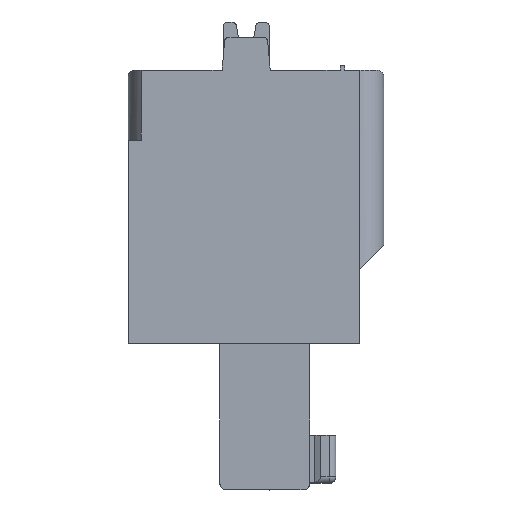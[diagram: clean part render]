
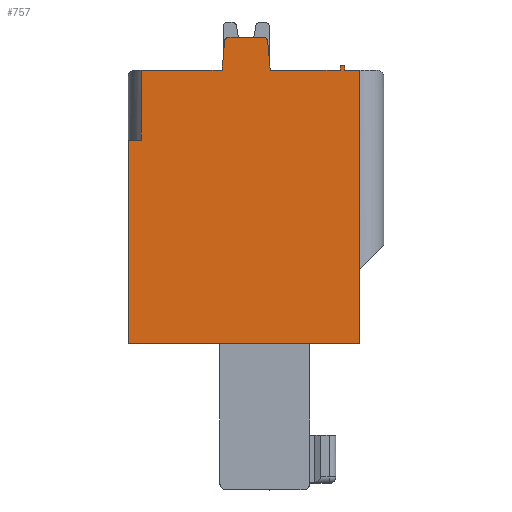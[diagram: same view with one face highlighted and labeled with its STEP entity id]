
A CAD part, left-side view. The second image highlights one B-rep face of the part: STEP entity #757.
In plain terms, the highlighted planar face has unit normal (-1, 0, 0).
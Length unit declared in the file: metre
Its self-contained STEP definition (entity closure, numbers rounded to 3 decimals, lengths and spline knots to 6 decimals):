
#757=ADVANCED_FACE('',(#2067),#2068,.F.);
#2067=FACE_OUTER_BOUND('',#4002,.T.);
#2068=PLANE('',#4003);
#4002=EDGE_LOOP('',(#6290,#6291,#6292,#6293,#6294,#6295,#6296,#6297,#6298,#6299,#6300,#6301,#6302,#6303,#6304,#6305));
#4003=AXIS2_PLACEMENT_3D('',#6306,#6307,#6308);
#6290=ORIENTED_EDGE('',*,*,#11799,.F.);
#6291=ORIENTED_EDGE('',*,*,#11800,.F.);
#6292=ORIENTED_EDGE('',*,*,#11801,.F.);
#6293=ORIENTED_EDGE('',*,*,#11492,.F.);
#6294=ORIENTED_EDGE('',*,*,#11802,.F.);
#6295=ORIENTED_EDGE('',*,*,#11803,.F.);
#6296=ORIENTED_EDGE('',*,*,#11804,.F.);
#6297=ORIENTED_EDGE('',*,*,#11805,.T.);
#6298=ORIENTED_EDGE('',*,*,#11806,.F.);
#6299=ORIENTED_EDGE('',*,*,#11807,.T.);
#6300=ORIENTED_EDGE('',*,*,#11808,.F.);
#6301=ORIENTED_EDGE('',*,*,#11809,.F.);
#6302=ORIENTED_EDGE('',*,*,#11810,.F.);
#6303=ORIENTED_EDGE('',*,*,#11811,.F.);
#6304=ORIENTED_EDGE('',*,*,#11812,.F.);
#6305=ORIENTED_EDGE('',*,*,#11813,.F.);
#6306=CARTESIAN_POINT('',(0.31567,0.034769,-0.078355));
#6307=DIRECTION('',(1.0,0.0,0.0));
#6308=DIRECTION('',(0.0,1.0,0.0));
#11492=EDGE_CURVE('',#13725,#13720,#13727,.T.);
#11799=EDGE_CURVE('',#14274,#14275,#14276,.T.);
#11800=EDGE_CURVE('',#14277,#14274,#14278,.T.);
#11801=EDGE_CURVE('',#13720,#14277,#14279,.T.);
#11802=EDGE_CURVE('',#14280,#13725,#14281,.T.);
#11803=EDGE_CURVE('',#14282,#14280,#14283,.T.);
#11804=EDGE_CURVE('',#14284,#14282,#14285,.T.);
#11805=EDGE_CURVE('',#14284,#14286,#14287,.T.);
#11806=EDGE_CURVE('',#14288,#14286,#14289,.T.);
#11807=EDGE_CURVE('',#14288,#14290,#14291,.T.);
#11808=EDGE_CURVE('',#14292,#14290,#14293,.T.);
#11809=EDGE_CURVE('',#14294,#14292,#14295,.T.);
#11810=EDGE_CURVE('',#14296,#14294,#14297,.T.);
#11811=EDGE_CURVE('',#14298,#14296,#14299,.T.);
#11812=EDGE_CURVE('',#14300,#14298,#14301,.T.);
#11813=EDGE_CURVE('',#14275,#14300,#14302,.T.);
#13720=VERTEX_POINT('',#17015);
#13725=VERTEX_POINT('',#17022);
#13727=LINE('',#17025,#17026);
#14274=VERTEX_POINT('',#17864);
#14275=VERTEX_POINT('',#17865);
#14276=LINE('',#17866,#17867);
#14277=VERTEX_POINT('',#17868);
#14278=LINE('',#17869,#17870);
#14279=LINE('',#17871,#17872);
#14280=VERTEX_POINT('',#17873);
#14281=LINE('',#17874,#17875);
#14282=VERTEX_POINT('',#17876);
#14283=LINE('',#17877,#17878);
#14284=VERTEX_POINT('',#17879);
#14285=LINE('',#17880,#17881);
#14286=VERTEX_POINT('',#17882);
#14287=CIRCLE('',#17883,0.0002);
#14288=VERTEX_POINT('',#17884);
#14289=LINE('',#17885,#17886);
#14290=VERTEX_POINT('',#17887);
#14291=CIRCLE('',#17888,0.0002);
#14292=VERTEX_POINT('',#17889);
#14293=LINE('',#17890,#17891);
#14294=VERTEX_POINT('',#17892);
#14295=LINE('',#17893,#17894);
#14296=VERTEX_POINT('',#17895);
#14297=LINE('',#17896,#17897);
#14298=VERTEX_POINT('',#17898);
#14299=LINE('',#17899,#17900);
#14300=VERTEX_POINT('',#17901);
#14301=LINE('',#17902,#17903);
#14302=LINE('',#17904,#17905);
#17015=CARTESIAN_POINT('',(0.31567,0.029483,-0.079455));
#17022=CARTESIAN_POINT('',(0.31567,0.029683,-0.079455));
#17025=CARTESIAN_POINT('',(0.31567,0.029483,-0.079455));
#17026=VECTOR('',#22181,1.0);
#17864=CARTESIAN_POINT('',(0.31567,0.028783,-0.079655));
#17865=CARTESIAN_POINT('',(0.31567,0.028783,-0.092155));
#17866=CARTESIAN_POINT('',(0.31567,0.028783,-0.092155));
#17867=VECTOR('',#22518,1.0);
#17868=CARTESIAN_POINT('',(0.31567,0.029483,-0.079655));
#17869=CARTESIAN_POINT('',(0.31567,0.035083,-0.079655));
#17870=VECTOR('',#22519,1.0);
#17871=CARTESIAN_POINT('',(0.31567,0.029483,-0.079655));
#17872=VECTOR('',#22520,1.0);
#17873=CARTESIAN_POINT('',(0.31567,0.029683,-0.079655));
#17874=CARTESIAN_POINT('',(0.31567,0.029683,-0.079455));
#17875=VECTOR('',#22521,1.0);
#17876=CARTESIAN_POINT('',(0.31567,0.032883,-0.079655));
#17877=CARTESIAN_POINT('',(0.31567,0.035083,-0.079655));
#17878=VECTOR('',#22522,1.0);
#17879=CARTESIAN_POINT('',(0.31567,0.032999,-0.078338));
#17880=CARTESIAN_POINT('',(0.31567,0.033102,-0.077155));
#17881=VECTOR('',#22523,1.0);
#17882=CARTESIAN_POINT('',(0.31567,0.033198,-0.078155));
#17883=AXIS2_PLACEMENT_3D('',#22524,#22525,#22526);
#17884=CARTESIAN_POINT('',(0.31567,0.034769,-0.078155));
#17885=CARTESIAN_POINT('',(0.31567,0.035083,-0.078155));
#17886=VECTOR('',#22527,1.0);
#17887=CARTESIAN_POINT('',(0.31567,0.034968,-0.078338));
#17888=AXIS2_PLACEMENT_3D('',#22528,#22529,#22530);
#17889=CARTESIAN_POINT('',(0.31567,0.035083,-0.079655));
#17890=CARTESIAN_POINT('',(0.31567,0.035083,-0.079655));
#17891=VECTOR('',#22531,1.0);
#17892=CARTESIAN_POINT('',(0.31567,0.038783,-0.079655));
#17893=CARTESIAN_POINT('',(0.31567,0.035083,-0.079655));
#17894=VECTOR('',#22532,1.0);
#17895=CARTESIAN_POINT('',(0.31567,0.038783,-0.082855));
#17896=CARTESIAN_POINT('',(0.31567,0.038783,-0.079655));
#17897=VECTOR('',#22533,1.0);
#17898=CARTESIAN_POINT('',(0.31567,0.039383,-0.082855));
#17899=CARTESIAN_POINT('',(0.31567,0.038783,-0.082855));
#17900=VECTOR('',#22534,1.0);
#17901=CARTESIAN_POINT('',(0.31567,0.039383,-0.092155));
#17902=CARTESIAN_POINT('',(0.31567,0.039383,-0.082855));
#17903=VECTOR('',#22535,1.0);
#17904=CARTESIAN_POINT('',(0.31567,0.039383,-0.092155));
#17905=VECTOR('',#22536,1.0);
#22181=DIRECTION('',(0.0,-1.0,0.0));
#22518=DIRECTION('',(0.0,0.0,-1.0));
#22519=DIRECTION('',(0.0,-1.0,0.0));
#22520=DIRECTION('',(0.0,0.0,-1.0));
#22521=DIRECTION('',(0.0,0.0,1.0));
#22522=DIRECTION('',(0.0,-1.0,0.0));
#22523=DIRECTION('',(0.,-0.087,-0.996));
#22524=CARTESIAN_POINT('',(0.31567,0.033198,-0.078355));
#22525=DIRECTION('',(-1.0,0.,-0.0));
#22526=DIRECTION('',(0.0,0.0,-1.0));
#22527=DIRECTION('',(0.,-1.0,0.));
#22528=CARTESIAN_POINT('',(0.31567,0.034769,-0.078355));
#22529=DIRECTION('',(-1.0,0.,-0.0));
#22530=DIRECTION('',(0.0,0.0,-1.0));
#22531=DIRECTION('',(0.,-0.087,0.996));
#22532=DIRECTION('',(0.0,-1.0,0.0));
#22533=DIRECTION('',(0.0,0.0,1.0));
#22534=DIRECTION('',(0.0,-1.0,0.));
#22535=DIRECTION('',(0.0,0.0,1.0));
#22536=DIRECTION('',(0.0,1.0,0.0));
